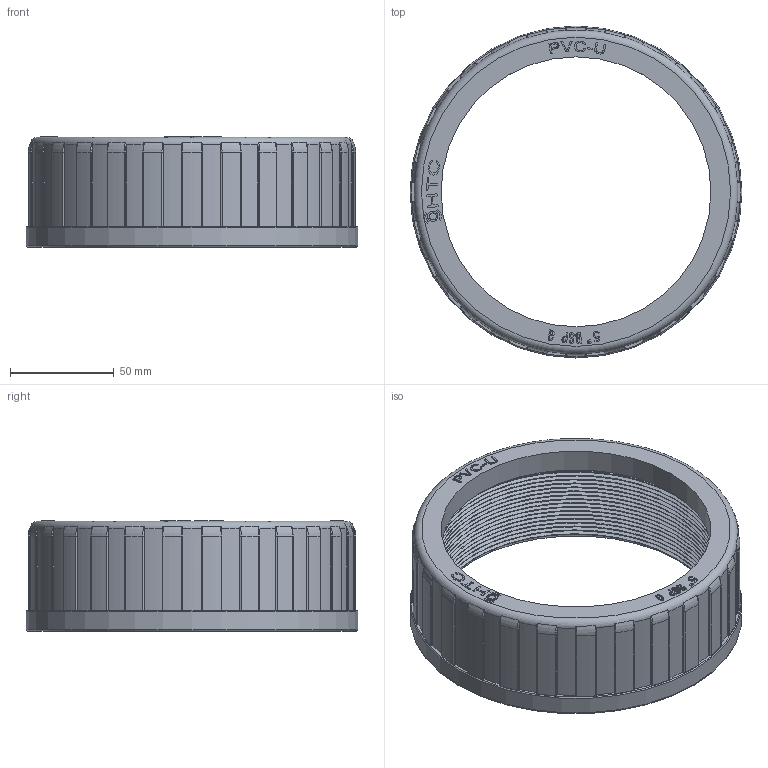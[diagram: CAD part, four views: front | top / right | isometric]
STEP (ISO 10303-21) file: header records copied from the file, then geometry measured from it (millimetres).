
FILE_DESCRIPTION(/* description */ (''),/* implementation_level */ '2;1');
FILE_NAME(/* name */ 'AF0600.COA.110.step',/* time_stamp */ '2026-01-07T08:38:03+01:00',/* author */ (''),/* organization */ (''),/* preprocessor_version */ 'ST-DEVELOPER v20.1',/* originating_system */ 'Autodesk Translation Framework v14.21.0.0',/* authorisation */ '');
FILE_SCHEMA (('AUTOMOTIVE_DESIGN { 1 0 10303 214 3 1 1 }'));
Length unit declared in the file: millimetre
Products named in the file (1): 2026-01-07-06-16-21-713
Bounding box: 160 x 160 x 53.3 mm (x, y, z)
Volume: 265576.7 mm3; surface area: 75651 mm2
Topology: 1 solids, 1 shells, 889 faces, 2529 edges, 1668 vertices
Faces by surface type: plane 646, cylinder 149, bspline 65, torus 29
Full cylindrical faces by diameter (mm): 3.32 x1, 4.98 x1, 130.1 x1, 135 x1, 135.472 x16, 138.43 x17, 160 x1
Entity records: 64514 total; most frequent: CARTESIAN_POINT 41696, ORIENTED_EDGE 5058, DIRECTION 4296, EDGE_CURVE 2529, LINE 1958, VECTOR 1958, VERTEX_POINT 1668, AXIS2_PLACEMENT_3D 1169
